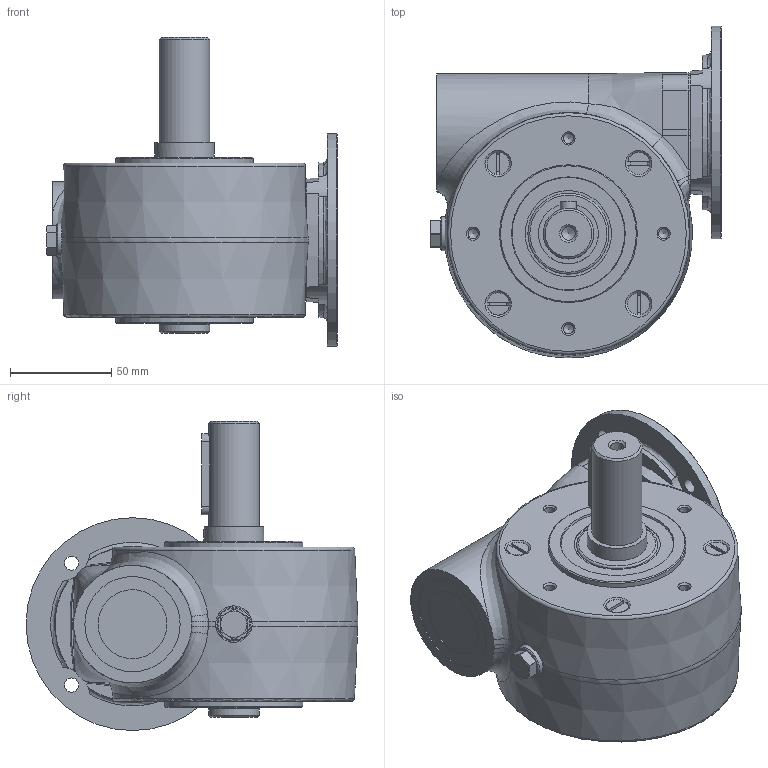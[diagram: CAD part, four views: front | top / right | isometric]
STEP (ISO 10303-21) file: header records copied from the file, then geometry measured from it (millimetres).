
FILE_DESCRIPTION( ( 'Unknown' ), '1' );
FILE_NAME( 'C1B5D25593736D8F7E3ADF0AFE8D2A0.3d.stp', 'Unknown', ( 'Unknown' ), ( 'Unknown' ), 'PSStep 10.1', 'Unknown', ' ' );
FILE_SCHEMA( ( 'AUTOMOTIVE_DESIGN { 1 0 10303 214 1 1 1 1 }' ) );
Length unit declared in the file: millimetre
Products named in the file (1): N508800
Bounding box: 143.5 x 163.72 x 152.5 mm (x, y, z)
Volume: 1171385.8 mm3; surface area: 97189.2 mm2
Topology: 1 solids, 9 shells, 368 faces, 892 edges, 575 vertices
Faces by surface type: plane 135, cylinder 99, cone 80, bspline 30, torus 24
Full cylindrical faces by diameter (mm): 4.917 x22, 6 x4, 6.5 x4, 6.647 x2, 7 x4, 10 x4, 11 x4, 16.662 x1, 18 x1, 23.7 x1, 25 x3, 29.5 x1, 30 x1, 34 x1, 40 x1, 42.5 x2, 47 x1, 55 x1, 68 x2, 70 x1, 105 x1
Entity records: 16103 total; most frequent: CARTESIAN_POINT 5772, DIRECTION 1500, ORIENTED_EDGE 1360, EDGE_CURVE 680, AXIS2_PLACEMENT_3D 663, EDGE_LOOP 548, VERTEX_POINT 508, FACE_OUTER_BOUND 440
